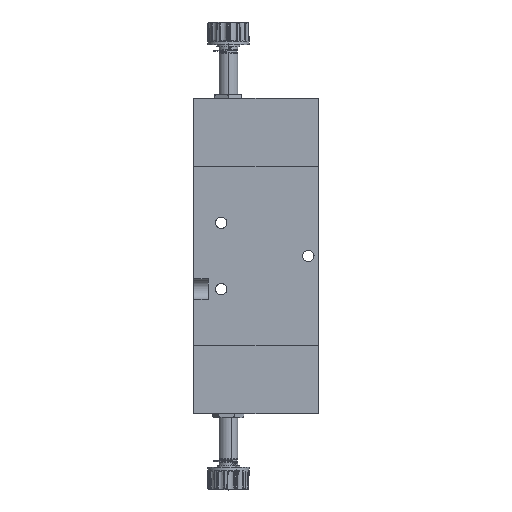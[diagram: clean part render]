
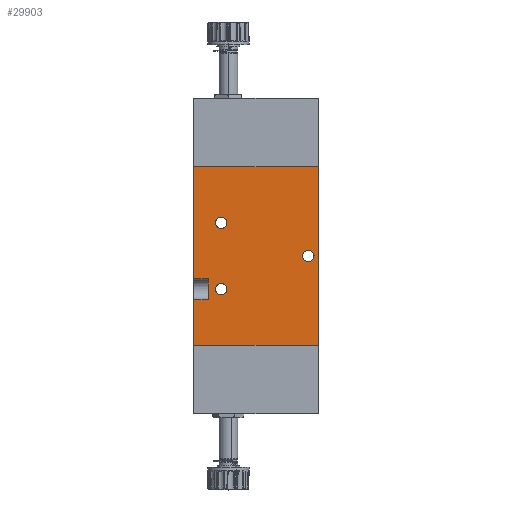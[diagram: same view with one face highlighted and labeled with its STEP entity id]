
A CAD part, left-side view. The second image highlights one B-rep face of the part: STEP entity #29903.
In plain terms, the highlighted planar face has unit normal (-1, 0, 0).
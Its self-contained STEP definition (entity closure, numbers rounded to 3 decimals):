
#270 = LINE ( 'NONE', #49307, #18079 ) ;
#1362 = FACE_BOUND ( 'NONE', #61862, .T. ) ;
#1962 = EDGE_CURVE ( 'NONE', #65956, #15469, #45195, .T. ) ;
#2573 = EDGE_CURVE ( 'NONE', #68825, #61180, #37765, .T. ) ;
#3392 = CARTESIAN_POINT ( 'NONE',  ( -20., -30., 0. ) ) ;
#4046 = CIRCLE ( 'NONE', #42063, 2.75 ) ;
#4058 = DIRECTION ( 'NONE',  ( 0., 1., 0. ) ) ;
#4695 = LINE ( 'NONE', #50805, #20358 ) ;
#5116 = DIRECTION ( 'NONE',  ( 1., 0., 0. ) ) ;
#5200 = EDGE_LOOP ( 'NONE', ( #78364, #39501 ) ) ;
#5540 = VERTEX_POINT ( 'NONE', #24911 ) ;
#7025 = CARTESIAN_POINT ( 'NONE',  ( -20., 30., 86. ) ) ;
#7585 = EDGE_CURVE ( 'NONE', #80609, #15469, #48634, .T. ) ;
#7652 = VECTOR ( 'NONE', #42522, 1000. ) ;
#8120 = DIRECTION ( 'NONE',  ( 1., 0., 0. ) ) ;
#9132 = CARTESIAN_POINT ( 'NONE',  ( -20., -30., 86. ) ) ;
#10040 = VECTOR ( 'NONE', #56488, 1000. ) ;
#12035 = DIRECTION ( 'NONE',  ( 1., 0., 0. ) ) ;
#13915 = VERTEX_POINT ( 'NONE', #40131 ) ;
#15307 = VECTOR ( 'NONE', #35656, 1000. ) ;
#15469 = VERTEX_POINT ( 'NONE', #3392 ) ;
#15918 = DIRECTION ( 'NONE',  ( 1., 0., 0. ) ) ;
#17046 = FACE_OUTER_BOUND ( 'NONE', #49905, .T. ) ;
#17499 = CARTESIAN_POINT ( 'NONE',  ( -20., -30., 22. ) ) ;
#17676 = EDGE_CURVE ( 'NONE', #13915, #65956, #4695, .T. ) ;
#18079 = VECTOR ( 'NONE', #75778, 1000. ) ;
#18096 = VERTEX_POINT ( 'NONE', #49010 ) ;
#18561 = ORIENTED_EDGE ( 'NONE', *, *, #70537, .F. ) ;
#19481 = ORIENTED_EDGE ( 'NONE', *, *, #34704, .T. ) ;
#20358 = VECTOR ( 'NONE', #24336, 1000. ) ;
#20569 = EDGE_LOOP ( 'NONE', ( #76193, #56395 ) ) ;
#22406 = AXIS2_PLACEMENT_3D ( 'NONE', #34686, #81262, #41389 ) ;
#24336 = DIRECTION ( 'NONE',  ( 0., 0., -1. ) ) ;
#24890 = EDGE_CURVE ( 'NONE', #49096, #18096, #51318, .T. ) ;
#24911 = CARTESIAN_POINT ( 'NONE',  ( -20., 30., 32. ) ) ;
#26356 = EDGE_CURVE ( 'NONE', #18096, #49096, #4046, .T. ) ;
#27778 = DIRECTION ( 'NONE',  ( 1., 0., 0. ) ) ;
#29903 = ADVANCED_FACE ( 'NONE', ( #36880, #17046, #1362, #85811 ), #84483, .F. ) ;
#33517 = ORIENTED_EDGE ( 'NONE', *, *, #17676, .T. ) ;
#34596 = AXIS2_PLACEMENT_3D ( 'NONE', #55764, #15918, #62405 ) ;
#34664 = VERTEX_POINT ( 'NONE', #86080 ) ;
#34686 = CARTESIAN_POINT ( 'NONE',  ( -20., 16.8, 59. ) ) ;
#34704 = EDGE_CURVE ( 'NONE', #5540, #58376, #82723, .T. ) ;
#35656 = DIRECTION ( 'NONE',  ( 0., 0., -1. ) ) ;
#36810 = CARTESIAN_POINT ( 'NONE',  ( -20., 30., 86. ) ) ;
#36880 = FACE_BOUND ( 'NONE', #5200, .T. ) ;
#37765 = CIRCLE ( 'NONE', #34596, 2.75 ) ;
#38742 = DIRECTION ( 'NONE',  ( 1., 0., 0. ) ) ;
#39501 = ORIENTED_EDGE ( 'NONE', *, *, #64213, .T. ) ;
#39617 = CIRCLE ( 'NONE', #52385, 2.75 ) ;
#40131 = CARTESIAN_POINT ( 'NONE',  ( -20., 30., 22. ) ) ;
#40134 = AXIS2_PLACEMENT_3D ( 'NONE', #78594, #38742, #85332 ) ;
#41389 = DIRECTION ( 'NONE',  ( 0., 0., -1. ) ) ;
#41598 = CARTESIAN_POINT ( 'NONE',  ( -20., 23., 22. ) ) ;
#42063 = AXIS2_PLACEMENT_3D ( 'NONE', #48079, #8120, #54720 ) ;
#42522 = DIRECTION ( 'NONE',  ( 0., -1., 0. ) ) ;
#43070 = LINE ( 'NONE', #36810, #58585 ) ;
#43165 = CARTESIAN_POINT ( 'NONE',  ( -20., 23., 86. ) ) ;
#43569 = ORIENTED_EDGE ( 'NONE', *, *, #75253, .T. ) ;
#44334 = CIRCLE ( 'NONE', #61976, 2.75 ) ;
#45058 = CARTESIAN_POINT ( 'NONE',  ( -20., 16.8, 27. ) ) ;
#45195 = LINE ( 'NONE', #82392, #7652 ) ;
#45770 = ORIENTED_EDGE ( 'NONE', *, *, #24890, .T. ) ;
#47254 = LINE ( 'NONE', #17499, #72135 ) ;
#48041 = EDGE_CURVE ( 'NONE', #53538, #80609, #270, .T. ) ;
#48079 = CARTESIAN_POINT ( 'NONE',  ( -20., 16.8, 59. ) ) ;
#48133 = EDGE_CURVE ( 'NONE', #63426, #13915, #47254, .T. ) ;
#48634 = LINE ( 'NONE', #9132, #15307 ) ;
#49010 = CARTESIAN_POINT ( 'NONE',  ( -20., 16.8, 56.25 ) ) ;
#49096 = VERTEX_POINT ( 'NONE', #54604 ) ;
#49307 = CARTESIAN_POINT ( 'NONE',  ( -20., -30., 86. ) ) ;
#49531 = EDGE_CURVE ( 'NONE', #34664, #77237, #39617, .T. ) ;
#49905 = EDGE_LOOP ( 'NONE', ( #43569, #19481, #18561, #60767, #33517, #52222, #80555, #52158 ) ) ;
#50805 = CARTESIAN_POINT ( 'NONE',  ( -20., 30., 86. ) ) ;
#51318 = CIRCLE ( 'NONE', #22406, 2.75 ) ;
#51733 = DIRECTION ( 'NONE',  ( 0., 0., -1. ) ) ;
#51920 = CARTESIAN_POINT ( 'NONE',  ( -20., -25.2, 43. ) ) ;
#52158 = ORIENTED_EDGE ( 'NONE', *, *, #48041, .F. ) ;
#52222 = ORIENTED_EDGE ( 'NONE', *, *, #1962, .T. ) ;
#52385 = AXIS2_PLACEMENT_3D ( 'NONE', #67590, #27778, #74338 ) ;
#53538 = VERTEX_POINT ( 'NONE', #7025 ) ;
#53708 = DIRECTION ( 'NONE',  ( 0., -1., 0. ) ) ;
#53991 = CARTESIAN_POINT ( 'NONE',  ( -20., 16.8, 29.75 ) ) ;
#54604 = CARTESIAN_POINT ( 'NONE',  ( -20., 16.8, 61.75 ) ) ;
#54720 = DIRECTION ( 'NONE',  ( 0., 0., -1. ) ) ;
#55764 = CARTESIAN_POINT ( 'NONE',  ( -20., 16.8, 27. ) ) ;
#56395 = ORIENTED_EDGE ( 'NONE', *, *, #85827, .T. ) ;
#56488 = DIRECTION ( 'NONE',  ( 0., 0., 1. ) ) ;
#58376 = VERTEX_POINT ( 'NONE', #77692 ) ;
#58565 = DIRECTION ( 'NONE',  ( 0., 0., -1. ) ) ;
#58585 = VECTOR ( 'NONE', #83376, 1000. ) ;
#58806 = CARTESIAN_POINT ( 'NONE',  ( -20., 30., 0. ) ) ;
#60767 = ORIENTED_EDGE ( 'NONE', *, *, #48133, .T. ) ;
#61180 = VERTEX_POINT ( 'NONE', #53991 ) ;
#61862 = EDGE_LOOP ( 'NONE', ( #81173, #45770 ) ) ;
#61976 = AXIS2_PLACEMENT_3D ( 'NONE', #51920, #12035, #58565 ) ;
#62405 = DIRECTION ( 'NONE',  ( 0., 0., -1. ) ) ;
#62503 = CARTESIAN_POINT ( 'NONE',  ( -20., -30., 86. ) ) ;
#63426 = VERTEX_POINT ( 'NONE', #41598 ) ;
#64213 = EDGE_CURVE ( 'NONE', #77237, #34664, #44334, .T. ) ;
#64923 = VECTOR ( 'NONE', #53708, 1000. ) ;
#65956 = VERTEX_POINT ( 'NONE', #58806 ) ;
#65963 = CIRCLE ( 'NONE', #72254, 2.75 ) ;
#66908 = CARTESIAN_POINT ( 'NONE',  ( -20., -25.2, 45.75 ) ) ;
#67590 = CARTESIAN_POINT ( 'NONE',  ( -20., -25.2, 43. ) ) ;
#68825 = VERTEX_POINT ( 'NONE', #72726 ) ;
#70537 = EDGE_CURVE ( 'NONE', #63426, #58376, #80870, .T. ) ;
#72135 = VECTOR ( 'NONE', #4058, 1000. ) ;
#72254 = AXIS2_PLACEMENT_3D ( 'NONE', #45058, #5116, #51733 ) ;
#72726 = CARTESIAN_POINT ( 'NONE',  ( -20., 16.8, 24.25 ) ) ;
#74338 = DIRECTION ( 'NONE',  ( 0., 0., -1. ) ) ;
#75253 = EDGE_CURVE ( 'NONE', #53538, #5540, #43070, .T. ) ;
#75778 = DIRECTION ( 'NONE',  ( 0., -1., 0. ) ) ;
#76193 = ORIENTED_EDGE ( 'NONE', *, *, #2573, .T. ) ;
#77237 = VERTEX_POINT ( 'NONE', #66908 ) ;
#77692 = CARTESIAN_POINT ( 'NONE',  ( -20., 23., 32. ) ) ;
#78364 = ORIENTED_EDGE ( 'NONE', *, *, #49531, .T. ) ;
#78594 = CARTESIAN_POINT ( 'NONE',  ( -20., -30., 86. ) ) ;
#80204 = CARTESIAN_POINT ( 'NONE',  ( -20., -30., 32. ) ) ;
#80555 = ORIENTED_EDGE ( 'NONE', *, *, #7585, .F. ) ;
#80609 = VERTEX_POINT ( 'NONE', #62503 ) ;
#80870 = LINE ( 'NONE', #43165, #10040 ) ;
#81173 = ORIENTED_EDGE ( 'NONE', *, *, #26356, .T. ) ;
#81262 = DIRECTION ( 'NONE',  ( 1., 0., 0. ) ) ;
#82392 = CARTESIAN_POINT ( 'NONE',  ( -20., -30., 0. ) ) ;
#82723 = LINE ( 'NONE', #80204, #64923 ) ;
#83376 = DIRECTION ( 'NONE',  ( 0., 0., -1. ) ) ;
#84483 = PLANE ( 'NONE',  #40134 ) ;
#85332 = DIRECTION ( 'NONE',  ( 0., 0., -1. ) ) ;
#85811 = FACE_BOUND ( 'NONE', #20569, .T. ) ;
#85827 = EDGE_CURVE ( 'NONE', #61180, #68825, #65963, .T. ) ;
#86080 = CARTESIAN_POINT ( 'NONE',  ( -20., -25.2, 40.25 ) ) ;
